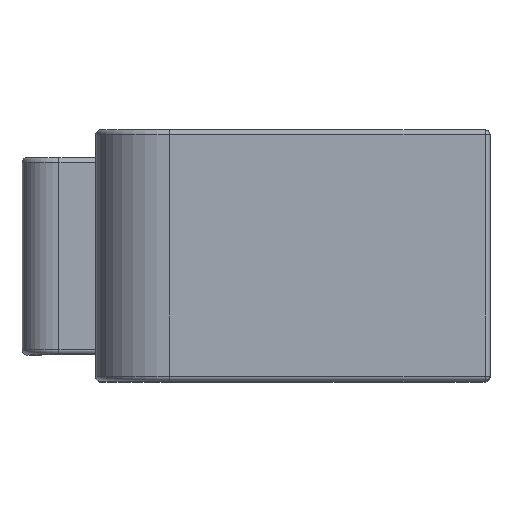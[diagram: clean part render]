
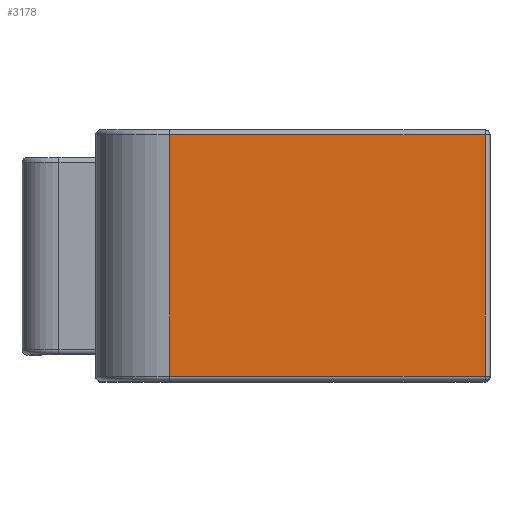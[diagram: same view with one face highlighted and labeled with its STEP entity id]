
A CAD part, top view. The second image highlights one B-rep face of the part: STEP entity #3178.
In plain terms, the highlighted planar face has unit normal (0, 0, 1).
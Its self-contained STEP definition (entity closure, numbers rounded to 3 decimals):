
#261=DIRECTION('',(1.,0.,0.));
#262=VECTOR('',#261,12.8);
#263=CARTESIAN_POINT('',(-5.,10.,13.9));
#264=LINE('',#263,#262);
#268=DIRECTION('',(0.,-1.,0.));
#269=VECTOR('',#268,9.8);
#270=CARTESIAN_POINT('',(7.8,10.,13.9));
#271=LINE('',#270,#269);
#275=DIRECTION('',(-1.,0.,0.));
#276=VECTOR('',#275,12.8);
#277=CARTESIAN_POINT('',(7.8,0.2,13.9));
#278=LINE('',#277,#276);
#282=DIRECTION('',(0.,-1.,0.));
#283=VECTOR('',#282,9.8);
#284=CARTESIAN_POINT('',(-5.,10.,13.9));
#285=LINE('',#284,#283);
#2657=CARTESIAN_POINT('',(-5.,10.,13.9));
#2658=CARTESIAN_POINT('',(7.8,10.,13.9));
#2659=VERTEX_POINT('',#2657);
#2660=VERTEX_POINT('',#2658);
#2697=CARTESIAN_POINT('',(-5.,0.2,13.9));
#2698=VERTEX_POINT('',#2697);
#2701=CARTESIAN_POINT('',(7.8,0.2,13.9));
#2702=VERTEX_POINT('',#2701);
#3164=CARTESIAN_POINT('',(-8.,0.,13.9));
#3165=DIRECTION('',(0.,0.,1.));
#3166=DIRECTION('',(1.,0.,0.));
#3167=AXIS2_PLACEMENT_3D('',#3164,#3165,#3166);
#3168=PLANE('',#3167);
#3169=ORIENTED_EDGE('',*,*,#3154,.T.);
#3171=ORIENTED_EDGE('',*,*,#3170,.T.);
#3173=ORIENTED_EDGE('',*,*,#3172,.T.);
#3175=ORIENTED_EDGE('',*,*,#3174,.F.);
#3176=EDGE_LOOP('',(#3169,#3171,#3173,#3175));
#3177=FACE_OUTER_BOUND('',#3176,.F.);
#3178=ADVANCED_FACE('',(#3177),#3168,.T.);
#3154=EDGE_CURVE('',#2659,#2660,#264,.T.);
#3170=EDGE_CURVE('',#2660,#2702,#271,.T.);
#3172=EDGE_CURVE('',#2702,#2698,#278,.T.);
#3174=EDGE_CURVE('',#2659,#2698,#285,.T.);
